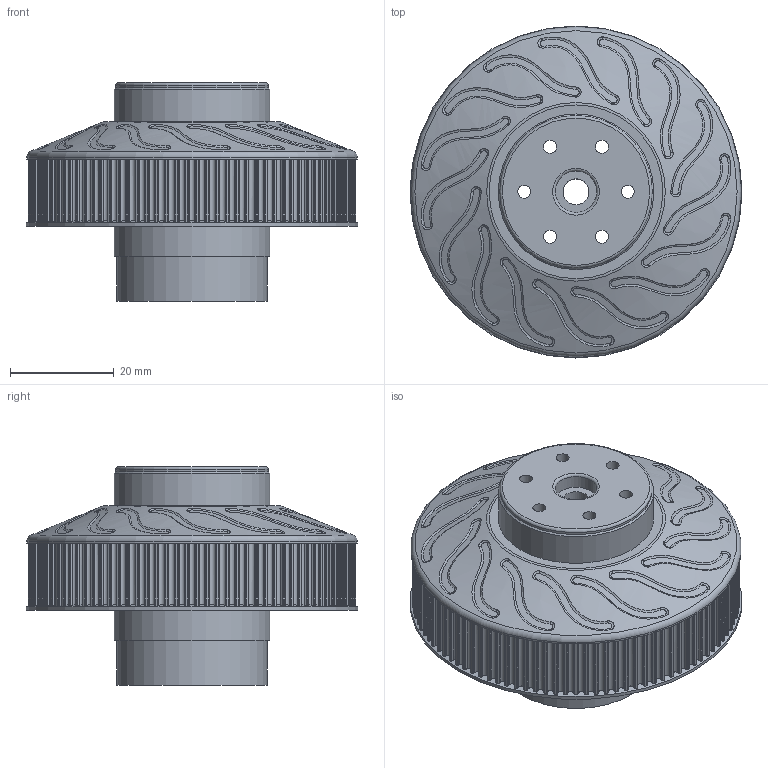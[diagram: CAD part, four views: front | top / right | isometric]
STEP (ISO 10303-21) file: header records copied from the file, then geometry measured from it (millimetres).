
FILE_DESCRIPTION(/* description */ ('STEP AP242','CAx-IF Rec.Pracs.---Representation and Presentation of Product Manufacturing Information (PMI)---4.0---2014-10-13','CAx-IF Rec.Pracs.---3D Tessellated Geometry---0.4---2014-09-14','2;1'),/* implementation_level */ '2;1');
FILE_NAME(/* name */ '67c1700d7e3c355689c742ab',/* time_stamp */ '2025-02-28T08:13:03Z',/* author */ (''),/* organization */ (''),/* preprocessor_version */ 'ST-DEVELOPER v20',/* originating_system */ 'ONSHAPE BY PTC INC, 1.194',/* authorisation */ ' ');
FILE_SCHEMA (('AP242_MANAGED_MODEL_BASED_3D_ENGINEERING_MIM_LF { 1 0 10303 442 1 1 4 }'));
Length unit declared in the file: metre
Products named in the file (1): Large Pulley
Bounding box: 64.02 x 64.02 x 42.15 mm (x, y, z)
Volume: 65237 mm3; surface area: 16138.4 mm2
Topology: 1 solids, 1 shells, 724 faces, 2099 edges, 1398 vertices
Faces by surface type: cylinder 622, bspline 64, cone 25, plane 9, torus 4
Full cylindrical faces by diameter (mm): 2.5 x6, 3 x6, 5 x1, 8 x1, 29 x1, 29.4 x1, 30 x2, 35 x1, 48 x1, 63.736 x1, 64.017 x1
Entity records: 27028 total; most frequent: CARTESIAN_POINT 8863, ORIENTED_EDGE 4082, DIRECTION 3548, EDGE_CURVE 2041, AXIS2_PLACEMENT_3D 1474, VERTEX_POINT 1377, CIRCLE 813, EDGE_LOOP 796
